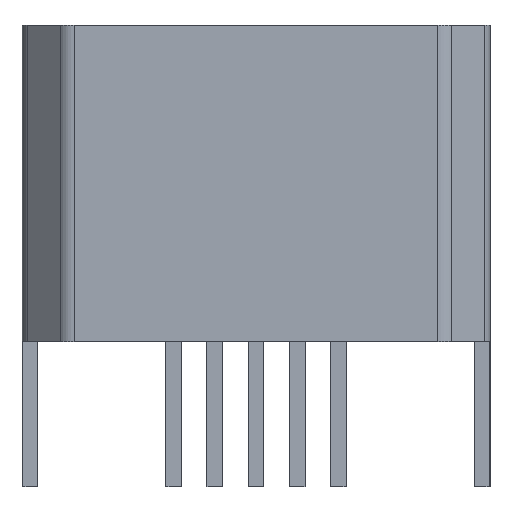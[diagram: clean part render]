
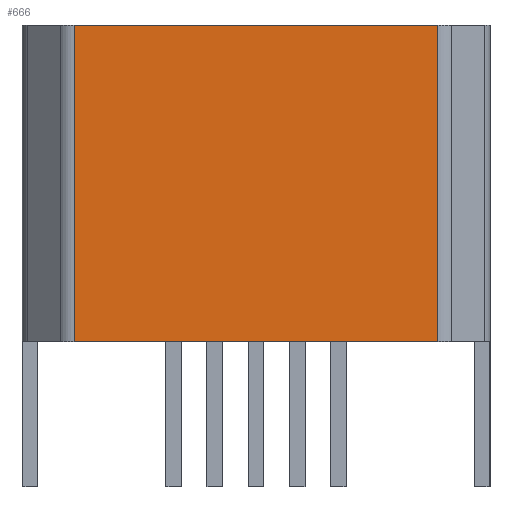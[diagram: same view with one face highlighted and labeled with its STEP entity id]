
A CAD part, top view. The second image highlights one B-rep face of the part: STEP entity #666.
In plain terms, the highlighted planar face has unit normal (0, 0, 1).
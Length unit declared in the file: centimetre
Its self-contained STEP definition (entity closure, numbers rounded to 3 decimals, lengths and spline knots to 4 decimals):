
#204=CARTESIAN_POINT('',(-0.2876,0.5,0.1395));
#205=VERTEX_POINT('',#204);
#213=CARTESIAN_POINT('',(0.2876,0.5,0.1395));
#214=VERTEX_POINT('',#213);
#215=CARTESIAN_POINT('',(12345.3,0.5,0.1395));
#216=DIRECTION('',(-1.,0.,0.));
#217=VECTOR('',#216,24690.);
#218=LINE('',#215,#217);
#219=EDGE_CURVE('',#214,#205,#218,.T.);
#597=CARTESIAN_POINT('',(0.2876,0.,0.1395));
#598=VERTEX_POINT('',#597);
#606=CARTESIAN_POINT('',(-0.2876,0.,0.1395));
#607=VERTEX_POINT('',#606);
#608=CARTESIAN_POINT('',(12345.3,0.,0.1395));
#609=DIRECTION('',(-1.,0.,0.));
#610=VECTOR('',#609,24690.);
#611=LINE('',#608,#610);
#612=EDGE_CURVE('',#598,#607,#611,.T.);
#641=CARTESIAN_POINT('',(-0.2876,-0.093,0.1395));
#642=DIRECTION('',(0.,1.,0.));
#643=VECTOR('',#642,0.686);
#644=LINE('',#641,#643);
#645=EDGE_CURVE('',#607,#205,#644,.T.);
#650=CARTESIAN_POINT('',(-0.,0.,0.1395));
#651=DIRECTION('',(0.,0.,1.));
#652=DIRECTION('',(1.,0.,0.));
#653=AXIS2_PLACEMENT_3D('',#650,#651,#652);
#654=PLANE('',#653);
#655=ORIENTED_EDGE('',*,*,#645,.F.);
#656=ORIENTED_EDGE('',*,*,#612,.F.);
#657=CARTESIAN_POINT('',(0.2876,0.593,0.1395));
#658=DIRECTION('',(0.,-1.,0.));
#659=VECTOR('',#658,0.686);
#660=LINE('',#657,#659);
#661=EDGE_CURVE('',#214,#598,#660,.T.);
#662=ORIENTED_EDGE('',*,*,#661,.F.);
#663=ORIENTED_EDGE('',*,*,#219,.T.);
#664=EDGE_LOOP('',(#655,#656,#662,#663));
#665=FACE_BOUND('',#664,.T.);
#666=ADVANCED_FACE('',(#665),#654,.T.);
